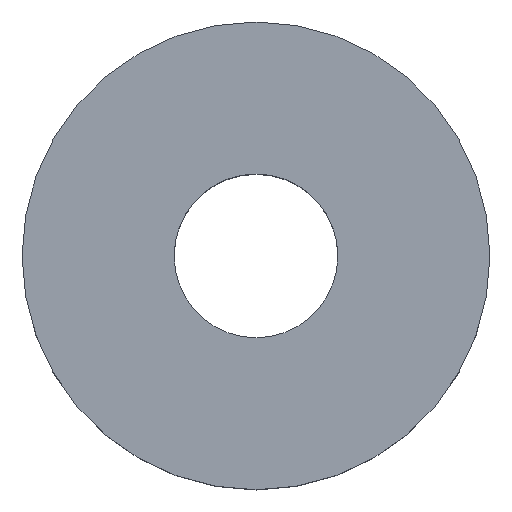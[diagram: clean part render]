
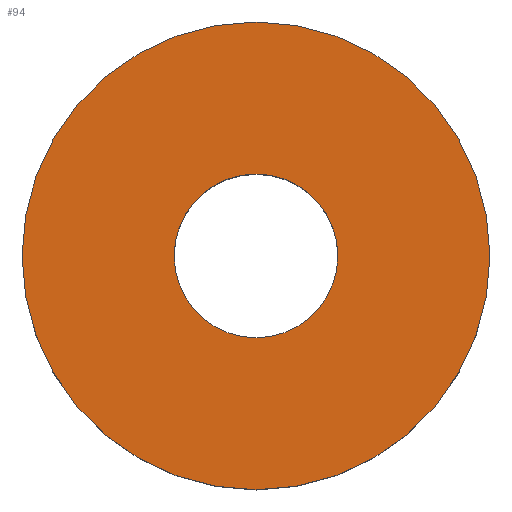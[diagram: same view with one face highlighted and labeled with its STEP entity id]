
A CAD part, top view. The second image highlights one B-rep face of the part: STEP entity #94.
In plain terms, the highlighted planar face has unit normal (0, 0, 1).
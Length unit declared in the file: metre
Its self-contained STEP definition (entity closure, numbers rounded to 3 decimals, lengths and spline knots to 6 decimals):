
#32=ORIENTED_EDGE('',*,*,#44,.F.);
#33=ORIENTED_EDGE('',*,*,#43,.F.);
#43=EDGE_CURVE('',#50,#50,#57,.T.);
#44=EDGE_CURVE('',#51,#51,#58,.T.);
#50=VERTEX_POINT('',#170);
#51=VERTEX_POINT('',#173);
#57=CIRCLE('',#119,0.02);
#58=CIRCLE('',#121,0.007);
#67=EDGE_LOOP('',(#32));
#68=EDGE_LOOP('',(#33));
#81=FACE_BOUND('',#67,.T.);
#82=FACE_BOUND('',#68,.T.);
#89=PLANE('',#120);
#94=ADVANCED_FACE('',(#81,#82),#89,.T.);
#119=AXIS2_PLACEMENT_3D('',#169,#144,#145);
#120=AXIS2_PLACEMENT_3D('',#171,#146,#147);
#121=AXIS2_PLACEMENT_3D('',#172,#148,#149);
#144=DIRECTION('',(0.,0.,-1.));
#145=DIRECTION('',(-1.,0.,0.));
#146=DIRECTION('',(0.,0.,1.));
#147=DIRECTION('',(1.,0.,0.));
#148=DIRECTION('',(0.,0.,1.));
#149=DIRECTION('',(1.,0.,0.));
#169=CARTESIAN_POINT('',(0.,0.,0.04425));
#170=CARTESIAN_POINT('',(-0.02,0.,0.04425));
#171=CARTESIAN_POINT('',(0.01,0.,0.04425));
#172=CARTESIAN_POINT('',(0.,0.,0.04425));
#173=CARTESIAN_POINT('',(0.007,0.,0.04425));
